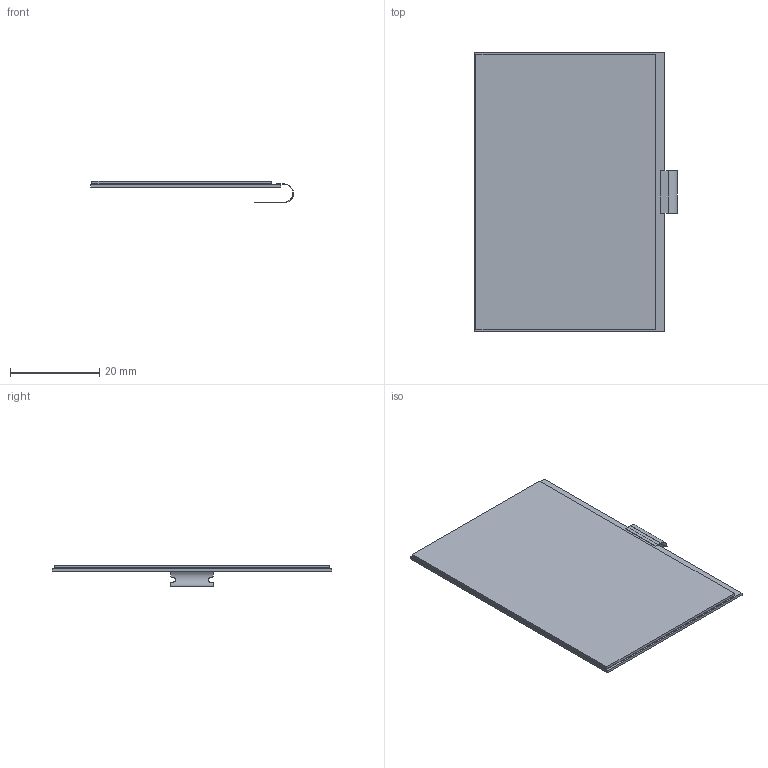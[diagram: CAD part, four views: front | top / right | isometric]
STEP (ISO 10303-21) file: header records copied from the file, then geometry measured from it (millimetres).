
FILE_DESCRIPTION(/* description */ (''),/* implementation_level */ '2;1');
FILE_NAME(/* name */ 'LS027B7DH01.step',/* time_stamp */ '2020-12-26T12:50:34+10:00',/* author */ (''),/* organization */ (''),/* preprocessor_version */ 'ST-DEVELOPER v18.1',/* originating_system */ 'Autodesk Translation Framework v9.7.1.1290',/* authorisation */ '');
FILE_SCHEMA (('AUTOMOTIVE_DESIGN { 1 0 10303 214 3 1 1 }'));
Length unit declared in the file: millimetre
Products named in the file (2): LS027B7DH01 v2; bent_FFC
Assembly tree (1 placements, depth 2):
  LS027B7DH01 v2
    bent_FFC
Bounding box: 45.59 x 62.75 x 4.8 mm (x, y, z)
Volume: 3620.1 mm3; surface area: 15924 mm2
Topology: 5 solids, 5 shells, 68 faces, 166 edges, 108 vertices
Faces by surface type: plane 50, bspline 12, cylinder 6
Entity records: 2279 total; most frequent: CARTESIAN_POINT 661, ORIENTED_EDGE 332, DIRECTION 280, EDGE_CURVE 166, LINE 122, VECTOR 122, VERTEX_POINT 108, AXIS2_PLACEMENT_3D 79
